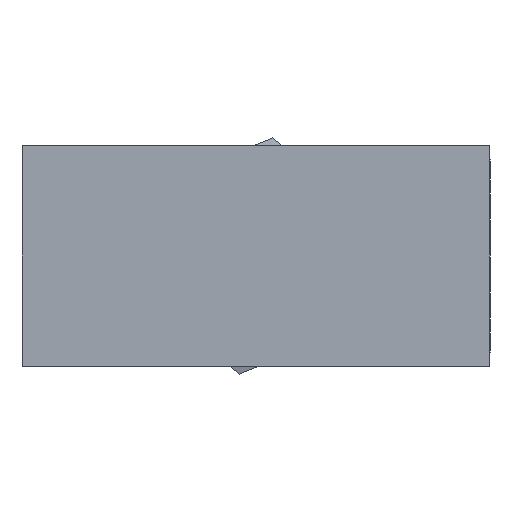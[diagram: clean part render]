
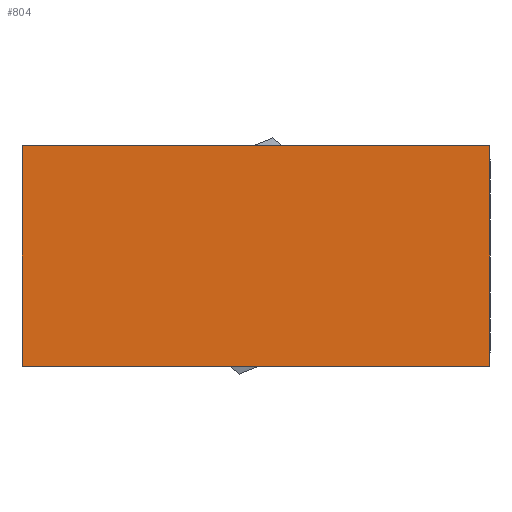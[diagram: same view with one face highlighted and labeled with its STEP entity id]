
A CAD part, left-side view. The second image highlights one B-rep face of the part: STEP entity #804.
In plain terms, the highlighted planar face has unit normal (-1, 0, 0).
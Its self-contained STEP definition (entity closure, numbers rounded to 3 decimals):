
#679=CARTESIAN_POINT('',(0.,0.0,-8.0));
#680=VERTEX_POINT('',#679);
#681=CARTESIAN_POINT('',(0.0,-34.0,-8.0));
#682=VERTEX_POINT('',#681);
#683=CARTESIAN_POINT('',(0.,0.0,-8.0));
#684=DIRECTION('',(0.0,-1.0,0.0));
#685=VECTOR('',#684,34.0);
#686=LINE('',#683,#685);
#687=EDGE_CURVE('',#680,#682,#686,.T.);
#759=CARTESIAN_POINT('',(0.0,-34.0,8.0));
#760=VERTEX_POINT('',#759);
#767=CARTESIAN_POINT('',(0.0,-34.0,8.0));
#768=DIRECTION('',(0.0,0.0,-1.0));
#769=VECTOR('',#768,16.0);
#770=LINE('',#767,#769);
#771=EDGE_CURVE('',#760,#682,#770,.T.);
#781=CARTESIAN_POINT('',(0.0,-34.0,0.0));
#782=DIRECTION('',(-1.0,0.0,0.0));
#783=DIRECTION('',(0.0,0.0,1.0));
#784=AXIS2_PLACEMENT_3D('',#781,#782,#783);
#785=PLANE('',#784);
#786=CARTESIAN_POINT('',(0.,0.0,8.0));
#787=VERTEX_POINT('',#786);
#788=CARTESIAN_POINT('',(0.0,-34.0,8.0));
#789=DIRECTION('',(0.0,1.0,0.0));
#790=VECTOR('',#789,34.0);
#791=LINE('',#788,#790);
#792=EDGE_CURVE('',#760,#787,#791,.T.);
#793=ORIENTED_EDGE('',*,*,#792,.T.);
#794=CARTESIAN_POINT('',(0.,0.0,-8.0));
#795=DIRECTION('',(0.0,0.0,1.0));
#796=VECTOR('',#795,16.0);
#797=LINE('',#794,#796);
#798=EDGE_CURVE('',#680,#787,#797,.T.);
#799=ORIENTED_EDGE('',*,*,#798,.F.);
#800=ORIENTED_EDGE('',*,*,#687,.T.);
#801=ORIENTED_EDGE('',*,*,#771,.F.);
#802=EDGE_LOOP('',(#793,#799,#800,#801));
#803=FACE_OUTER_BOUND('',#802,.T.);
#804=ADVANCED_FACE('',(#803),#785,.T.);
